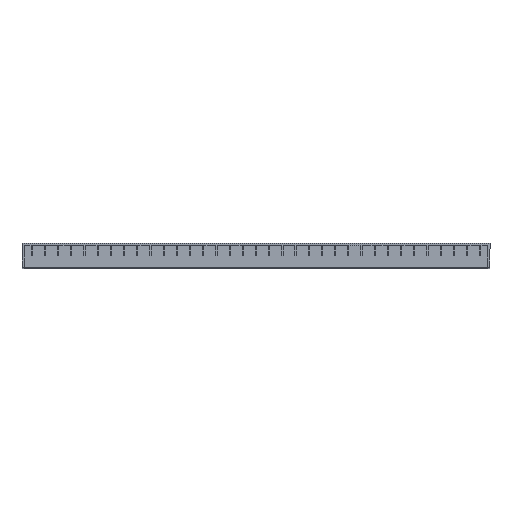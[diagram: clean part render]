
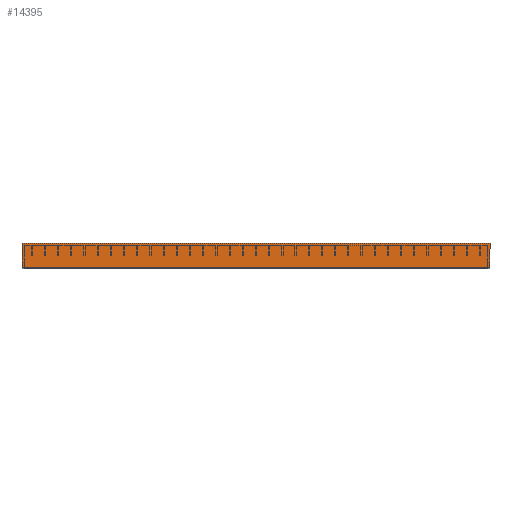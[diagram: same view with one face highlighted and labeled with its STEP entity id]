
A CAD part, top view. The second image highlights one B-rep face of the part: STEP entity #14395.
In plain terms, the highlighted planar face has unit normal (0, 0, 1).
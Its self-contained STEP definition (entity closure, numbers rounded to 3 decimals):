
#1 = VECTOR ( 'NONE', #48534, 1000. ) ;
#3780 = VERTEX_POINT ( 'NONE', #104944 ) ;
#5384 = CARTESIAN_POINT ( 'NONE',  ( 390., 10., 0. ) ) ;
#5880 = CARTESIAN_POINT ( 'NONE',  ( 390., 10., 0. ) ) ;
#6497 = ORIENTED_EDGE ( 'NONE', *, *, #93432, .T. ) ;
#10431 = CARTESIAN_POINT ( 'NONE',  ( 0., -10., 0. ) ) ;
#14395 = ADVANCED_FACE ( 'NONE', ( #70512 ), #103412, .F. ) ;
#21930 = EDGE_CURVE ( 'NONE', #87397, #89785, #54154, .T. ) ;
#22274 = EDGE_LOOP ( 'NONE', ( #6497, #69578, #78449, #96270 ) ) ;
#22692 = DIRECTION ( 'NONE',  ( 0., 1., 0. ) ) ;
#25109 = VERTEX_POINT ( 'NONE', #97830 ) ;
#28959 = CARTESIAN_POINT ( 'NONE',  ( 0., -10., 0. ) ) ;
#33127 = AXIS2_PLACEMENT_3D ( 'NONE', #5384, #54216, #22692 ) ;
#33798 = EDGE_CURVE ( 'NONE', #3780, #87397, #58778, .T. ) ;
#38856 = EDGE_CURVE ( 'NONE', #89785, #25109, #101526, .T. ) ;
#43368 = CARTESIAN_POINT ( 'NONE',  ( 0., 3.333, 0. ) ) ;
#44066 = CARTESIAN_POINT ( 'NONE',  ( 0., -3.333, 0. ) ) ;
#48534 = DIRECTION ( 'NONE',  ( -1., 0., 0. ) ) ;
#49974 = VECTOR ( 'NONE', #79828, 1000. ) ;
#54154 = LINE ( 'NONE', #83727, #93401 ) ;
#54216 = DIRECTION ( 'NONE',  ( 0., 0., -1. ) ) ;
#56297 = CARTESIAN_POINT ( 'NONE',  ( 390., 10., 0. ) ) ;
#58181 = LINE ( 'NONE', #56297, #1 ) ;
#58778 = LINE ( 'NONE', #5880, #49974 ) ;
#63818 = CARTESIAN_POINT ( 'NONE',  ( 390., -10., 0. ) ) ;
#69578 = ORIENTED_EDGE ( 'NONE', *, *, #38856, .F. ) ;
#70512 = FACE_OUTER_BOUND ( 'NONE', #22274, .T. ) ;
#78449 = ORIENTED_EDGE ( 'NONE', *, *, #21930, .F. ) ;
#79828 = DIRECTION ( 'NONE',  ( 0., -1., 0. ) ) ;
#82651 = DIRECTION ( 'NONE',  ( -1., 0., 0. ) ) ;
#83727 = CARTESIAN_POINT ( 'NONE',  ( 390., -10., 0. ) ) ;
#84086 = CARTESIAN_POINT ( 'NONE',  ( 0., 10., 0. ) ) ;
#87397 = VERTEX_POINT ( 'NONE', #63818 ) ;
#89785 = VERTEX_POINT ( 'NONE', #28959 ) ;
#93401 = VECTOR ( 'NONE', #82651, 1000. ) ;
#93432 = EDGE_CURVE ( 'NONE', #3780, #25109, #58181, .T. ) ;
#96270 = ORIENTED_EDGE ( 'NONE', *, *, #33798, .F. ) ;
#97830 = CARTESIAN_POINT ( 'NONE',  ( 0., 10., 0. ) ) ;
#101526 = B_SPLINE_CURVE_WITH_KNOTS ( 'NONE', 3,
 ( #10431, #44066, #43368, #84086 ),
 .UNSPECIFIED., .F., .F.,
 ( 4, 4 ),
 ( 0., 1. ),
 .UNSPECIFIED. ) ;
#103412 = PLANE ( 'NONE',  #33127 ) ;
#104944 = CARTESIAN_POINT ( 'NONE',  ( 390., 10., 0. ) ) ;
